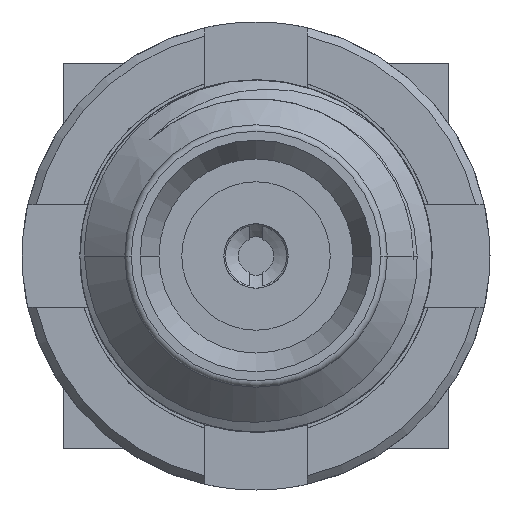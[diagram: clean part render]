
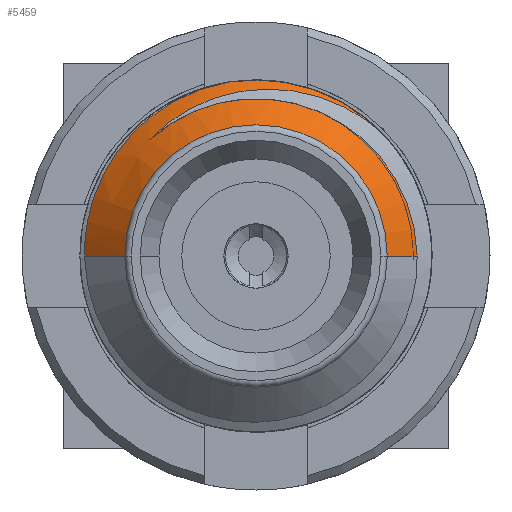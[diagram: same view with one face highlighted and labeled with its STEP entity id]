
A CAD part, left-side view. The second image highlights one B-rep face of the part: STEP entity #5459.
In plain terms, the highlighted conical face has half-angle 45 degrees and reference radius 2.394 mm.
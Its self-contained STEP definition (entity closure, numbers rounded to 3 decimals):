
#133=CARTESIAN_POINT('',(7.078,2.671,0.));
#153=CARTESIAN_POINT('',(6.917,-2.51,0.));
#2024=CARTESIAN_POINT('',(6.917,-2.51,0.));
#2025=CARTESIAN_POINT('',(6.914,-2.507,
0.135));
#2026=CARTESIAN_POINT('',(6.908,-2.479,
0.406));
#2027=CARTESIAN_POINT('',(6.9,-2.373,
0.8));
#2028=CARTESIAN_POINT('',(6.892,-2.206,1.167));
#2029=CARTESIAN_POINT('',(6.883,-1.983,1.502));
#2030=CARTESIAN_POINT('',(6.875,-1.705,1.8));
#2031=CARTESIAN_POINT('',(6.866,-1.379,2.05));
#2032=CARTESIAN_POINT('',(6.861,-1.14,2.177));
#2033=CARTESIAN_POINT('',(6.858,-1.016,2.231));
#2035=DIRECTION('',(0.707,-0.707,0.));
#2036=VECTOR('',#2035,0.658);
#2037=CARTESIAN_POINT('',(6.452,-2.045,0.));
#2038=LINE('',#2037,#2036);
#2039=CARTESIAN_POINT('',(6.452,0.,0.));
#2040=DIRECTION('',(1.,0.,0.));
#2041=DIRECTION('',(0.,1.,0.));
#2042=AXIS2_PLACEMENT_3D('',#2039,#2040,#2041);
#2044=DIRECTION('',(0.707,0.707,0.));
#2045=VECTOR('',#2044,0.885);
#2046=CARTESIAN_POINT('',(6.452,2.045,0.));
#2047=LINE('',#2046,#2045);
#2048=CARTESIAN_POINT('',(7.15,0.429,2.709));
#2049=CARTESIAN_POINT('',(7.147,0.568,2.685));
#2050=CARTESIAN_POINT('',(7.142,0.843,2.614));
#2051=CARTESIAN_POINT('',(7.134,1.237,2.443));
#2052=CARTESIAN_POINT('',(7.126,1.603,2.211));
#2053=CARTESIAN_POINT('',(7.118,1.927,1.923));
#2054=CARTESIAN_POINT('',(7.11,2.197,1.593));
#2055=CARTESIAN_POINT('',(7.102,2.41,1.231));
#2056=CARTESIAN_POINT('',(7.094,2.565,0.837));
#2057=CARTESIAN_POINT('',(7.086,2.657,0.42));
#2058=CARTESIAN_POINT('',(7.08,2.673,0.139));
#2059=CARTESIAN_POINT('',(7.078,2.671,0.));
#2061=CARTESIAN_POINT('',(7.15,0.,0.));
#2062=DIRECTION('',(1.,0.,0.));
#2063=DIRECTION('',(0.,0.156,0.988));
#2064=AXIS2_PLACEMENT_3D('',#2061,#2062,#2063);
#2066=CARTESIAN_POINT('',(6.858,1.656,1.807));
#2067=CARTESIAN_POINT('',(6.869,1.559,1.911));
#2068=CARTESIAN_POINT('',(6.891,1.348,2.101));
#2069=CARTESIAN_POINT('',(6.924,0.981,2.331));
#2070=CARTESIAN_POINT('',(6.956,0.582,2.494));
#2071=CARTESIAN_POINT('',(6.989,0.152,2.59));
#2072=CARTESIAN_POINT('',(7.021,-0.292,
2.611));
#2073=CARTESIAN_POINT('',(7.053,-0.731,
2.556));
#2074=CARTESIAN_POINT('',(7.085,-1.161,2.428));
#2075=CARTESIAN_POINT('',(7.118,-1.574,2.223));
#2076=CARTESIAN_POINT('',(7.139,-1.823,2.041));
#2077=CARTESIAN_POINT('',(7.15,-1.94,1.94));
#2079=CARTESIAN_POINT('',(6.858,0.,0.));
#2080=DIRECTION('',(-1.,0.,0.));
#2081=DIRECTION('',(0.,-0.415,0.91));
#2082=AXIS2_PLACEMENT_3D('',#2079,#2080,#2081);
#2478=CARTESIAN_POINT('',(6.452,2.045,0.));
#2479=CARTESIAN_POINT('',(6.452,-2.045,0.));
#2480=VERTEX_POINT('',#2478);
#2481=VERTEX_POINT('',#2479);
#2672=VERTEX_POINT('',#133);
#2673=VERTEX_POINT('',#153);
#2674=VERTEX_POINT('',#2033);
#2675=VERTEX_POINT('',#2048);
#2676=CARTESIAN_POINT('',(6.858,1.656,1.807));
#2677=VERTEX_POINT('',#2676);
#2678=VERTEX_POINT('',#2077);
#5444=CARTESIAN_POINT('',(6.801,0.,0.));
#5445=DIRECTION('',(1.,0.,0.));
#5446=DIRECTION('',(0.,-1.,0.));
#5447=AXIS2_PLACEMENT_3D('',#5444,#5445,#5446);
#5448=CONICAL_SURFACE('',#5447,2.394,45.);
#5449=ORIENTED_EDGE('',*,*,#3053,.F.);
#5450=ORIENTED_EDGE('',*,*,#2900,.F.);
#5451=ORIENTED_EDGE('',*,*,#2815,.F.);
#5452=ORIENTED_EDGE('',*,*,#2897,.T.);
#5453=ORIENTED_EDGE('',*,*,#3050,.F.);
#5454=ORIENTED_EDGE('',*,*,#3539,.T.);
#5455=ORIENTED_EDGE('',*,*,#3831,.F.);
#5456=ORIENTED_EDGE('',*,*,#5435,.F.);
#5457=EDGE_LOOP('',(#5449,#5450,#5451,#5452,#5453,#5454,#5455,#5456));
#5458=FACE_OUTER_BOUND('',#5457,.F.);
#2034=B_SPLINE_CURVE_WITH_KNOTS('',3,(#2024,#2025,#2026,#2027,#2028,#2029,#2030,
#2031,#2032,#2033),.UNSPECIFIED.,.F.,.F.,(4,1,1,1,1,1,1,4),(0.,
0.143,0.286,0.429,0.571,
0.714,0.857,1.),.UNSPECIFIED.);
#2043=CIRCLE('',#2042,2.045);
#2060=B_SPLINE_CURVE_WITH_KNOTS('',3,(#2048,#2049,#2050,#2051,#2052,#2053,#2054,
#2055,#2056,#2057,#2058,#2059),.UNSPECIFIED.,.F.,.F.,(4,1,1,1,1,1,1,1,1,4),
(0.,0.111,0.222,0.333,0.444,
0.556,0.667,0.778,0.889,1.),
.UNSPECIFIED.);
#2065=CIRCLE('',#2064,2.743);
#2078=B_SPLINE_CURVE_WITH_KNOTS('',3,(#2066,#2067,#2068,#2069,#2070,#2071,#2072,
#2073,#2074,#2075,#2076,#2077),.UNSPECIFIED.,.F.,.F.,(4,1,1,1,1,1,1,1,1,4),
(0.,0.111,0.222,0.333,0.444,
0.556,0.667,0.778,0.889,1.),
.UNSPECIFIED.);
#2083=CIRCLE('',#2082,2.451);
#2815=EDGE_CURVE('',#2480,#2481,#2043,.T.);
#2897=EDGE_CURVE('',#2480,#2672,#2047,.T.);
#2900=EDGE_CURVE('',#2481,#2673,#2038,.T.);
#3050=EDGE_CURVE('',#2675,#2672,#2060,.T.);
#3053=EDGE_CURVE('',#2673,#2674,#2034,.T.);
#3539=EDGE_CURVE('',#2675,#2678,#2065,.T.);
#3831=EDGE_CURVE('',#2677,#2678,#2078,.T.);
#5435=EDGE_CURVE('',#2674,#2677,#2083,.T.);
#5459=ADVANCED_FACE('',(#5458),#5448,.T.);
